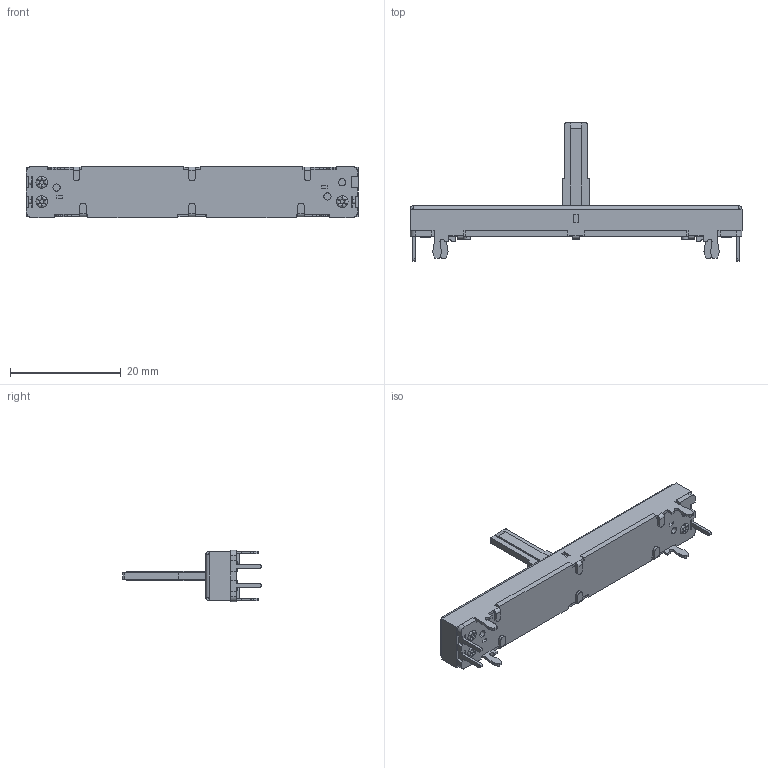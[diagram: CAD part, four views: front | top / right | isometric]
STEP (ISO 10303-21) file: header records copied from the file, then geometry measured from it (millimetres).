
FILE_DESCRIPTION (( 'STEP AP214' ), '1' );
FILE_NAME ('User Library-pta4543-2x15cpxxxx.STEP', '2022-02-06T14:56:45', ( '' ), ( '' ), 'SwSTEP 2.0', 'SolidWorks 2021', '' );
FILE_SCHEMA (( 'AUTOMOTIVE_DESIGN' ));
Length unit declared in the file: millimetre
Products named in the file (1): User Library-pta4543-2x15cpxxxx
Bounding box: 60 x 25 x 9.3 mm (x, y, z)
Surface area: 3913.9 mm2 (no closed solid volume)
Topology: 0 solids, 1 shells, 401 faces, 1181 edges, 761 vertices
Faces by surface type: plane 288, cylinder 97, bspline 16
Entity records: 14123 total; most frequent: CARTESIAN_POINT 3600, ORIENTED_EDGE 2242, DIRECTION 2033, EDGE_CURVE 1175, VECTOR 859, LINE 859, VERTEX_POINT 758, AXIS2_PLACEMENT_3D 587
